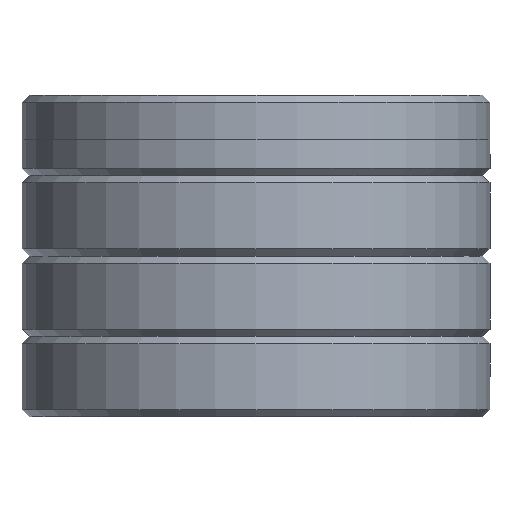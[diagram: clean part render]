
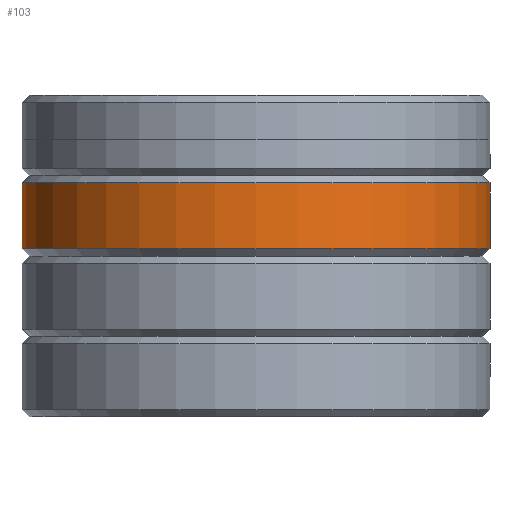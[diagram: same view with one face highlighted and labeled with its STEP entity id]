
A CAD part, front view. The second image highlights one B-rep face of the part: STEP entity #103.
In plain terms, the highlighted cylindrical face has radius 16 mm (diameter 32 mm), a partial arc.
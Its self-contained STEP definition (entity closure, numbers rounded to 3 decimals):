
#1 = CARTESIAN_POINT ( 'NONE',  ( 0., 0., 11.5 ) ) ;
#19 = VERTEX_POINT ( 'NONE', #1044 ) ;
#30 = DIRECTION ( 'NONE',  ( -1., 0., 0. ) ) ;
#103 = ADVANCED_FACE ( 'NONE', ( #1792 ), #994, .T. ) ;
#109 = VECTOR ( 'NONE', #395, 1000. ) ;
#154 = DIRECTION ( 'NONE',  ( -1., 0., 0. ) ) ;
#191 = EDGE_LOOP ( 'NONE', ( #1773, #1094, #1422, #1915 ) ) ;
#312 = DIRECTION ( 'NONE',  ( -1., 0., 0. ) ) ;
#395 = DIRECTION ( 'NONE',  ( 0., 0., -1. ) ) ;
#409 = DIRECTION ( 'NONE',  ( 0., 0., -1. ) ) ;
#467 = CARTESIAN_POINT ( 'NONE',  ( -16., 0., 22. ) ) ;
#647 = EDGE_CURVE ( 'NONE', #1890, #1146, #1790, .T. ) ;
#746 = EDGE_CURVE ( 'NONE', #1625, #19, #854, .T. ) ;
#749 = AXIS2_PLACEMENT_3D ( 'NONE', #1819, #932, #30 ) ;
#854 = LINE ( 'NONE', #1896, #109 ) ;
#932 = DIRECTION ( 'NONE',  ( 0., 0., -1. ) ) ;
#994 = CYLINDRICAL_SURFACE ( 'NONE', #1396, 16. ) ;
#1044 = CARTESIAN_POINT ( 'NONE',  ( 16., 0., 11.5 ) ) ;
#1056 = DIRECTION ( 'NONE',  ( 0., 0., -1. ) ) ;
#1094 = ORIENTED_EDGE ( 'NONE', *, *, #1182, .T. ) ;
#1097 = EDGE_CURVE ( 'NONE', #19, #1146, #1926, .T. ) ;
#1146 = VERTEX_POINT ( 'NONE', #1806 ) ;
#1182 = EDGE_CURVE ( 'NONE', #1625, #1890, #1730, .T. ) ;
#1232 = CARTESIAN_POINT ( 'NONE',  ( -16., 0., 16. ) ) ;
#1396 = AXIS2_PLACEMENT_3D ( 'NONE', #1432, #409, #312 ) ;
#1422 = ORIENTED_EDGE ( 'NONE', *, *, #647, .T. ) ;
#1432 = CARTESIAN_POINT ( 'NONE',  ( 0., 0., 22. ) ) ;
#1473 = AXIS2_PLACEMENT_3D ( 'NONE', #1, #1056, #154 ) ;
#1625 = VERTEX_POINT ( 'NONE', #1821 ) ;
#1652 = DIRECTION ( 'NONE',  ( 0., 0., -1. ) ) ;
#1730 = CIRCLE ( 'NONE', #749, 16. ) ;
#1731 = VECTOR ( 'NONE', #1652, 1000. ) ;
#1773 = ORIENTED_EDGE ( 'NONE', *, *, #746, .F. ) ;
#1790 = LINE ( 'NONE', #467, #1731 ) ;
#1792 = FACE_OUTER_BOUND ( 'NONE', #191, .T. ) ;
#1806 = CARTESIAN_POINT ( 'NONE',  ( -16., 0., 11.5 ) ) ;
#1819 = CARTESIAN_POINT ( 'NONE',  ( 0., 0., 16. ) ) ;
#1821 = CARTESIAN_POINT ( 'NONE',  ( 16., 0., 16. ) ) ;
#1890 = VERTEX_POINT ( 'NONE', #1232 ) ;
#1896 = CARTESIAN_POINT ( 'NONE',  ( 16., 0., 22. ) ) ;
#1915 = ORIENTED_EDGE ( 'NONE', *, *, #1097, .F. ) ;
#1926 = CIRCLE ( 'NONE', #1473, 16. ) ;
